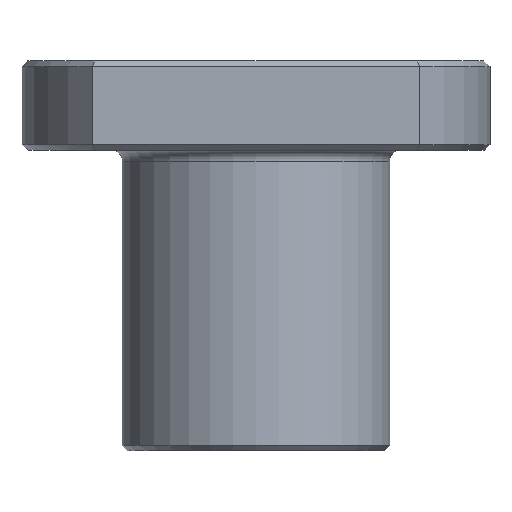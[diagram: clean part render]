
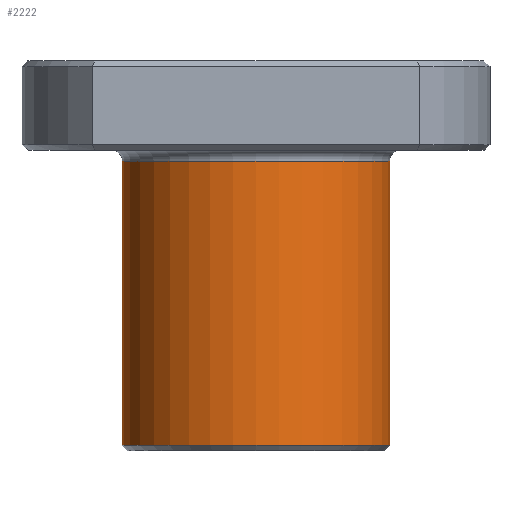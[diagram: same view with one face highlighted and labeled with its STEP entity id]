
A CAD part, front view. The second image highlights one B-rep face of the part: STEP entity #2222.
In plain terms, the highlighted cylindrical face has radius 12 mm (diameter 24 mm), a partial arc.
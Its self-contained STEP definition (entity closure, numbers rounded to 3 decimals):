
#410 = ORIENTED_EDGE ( 'NONE', *, *, #7112, .T. ) ;
#461 = CIRCLE ( 'NONE', #580, 12. ) ;
#580 = AXIS2_PLACEMENT_3D ( 'NONE', #3036, #4677, #3112 ) ;
#1014 = VERTEX_POINT ( 'NONE', #5646 ) ;
#1188 = DIRECTION ( 'NONE',  ( 0., 0., 1. ) ) ;
#1308 = CARTESIAN_POINT ( 'NONE',  ( -12., 0., 25.019 ) ) ;
#1499 = CIRCLE ( 'NONE', #3781, 12. ) ;
#1560 = ORIENTED_EDGE ( 'NONE', *, *, #2627, .T. ) ;
#1622 = ORIENTED_EDGE ( 'NONE', *, *, #4012, .T. ) ;
#1730 = FACE_OUTER_BOUND ( 'NONE', #2724, .T. ) ;
#1835 = VERTEX_POINT ( 'NONE', #4554 ) ;
#2222 = ADVANCED_FACE ( 'NONE', ( #1730 ), #7083, .T. ) ;
#2256 = VECTOR ( 'NONE', #5724, 1000. ) ;
#2378 = LINE ( 'NONE', #4149, #2256 ) ;
#2505 = VERTEX_POINT ( 'NONE', #4894 ) ;
#2627 = EDGE_CURVE ( 'NONE', #2505, #4314, #1499, .T. ) ;
#2724 = EDGE_LOOP ( 'NONE', ( #5152, #1560, #410, #1622 ) ) ;
#3036 = CARTESIAN_POINT ( 'NONE',  ( 0., 0., -9. ) ) ;
#3086 = LINE ( 'NONE', #1308, #5368 ) ;
#3112 = DIRECTION ( 'NONE',  ( 1., 0., 0. ) ) ;
#3721 = CARTESIAN_POINT ( 'NONE',  ( 0., 0., -34.5 ) ) ;
#3781 = AXIS2_PLACEMENT_3D ( 'NONE', #3721, #3825, #6013 ) ;
#3825 = DIRECTION ( 'NONE',  ( 0., 0., 1. ) ) ;
#3912 = CARTESIAN_POINT ( 'NONE',  ( 0., 0., 25.019 ) ) ;
#4012 = EDGE_CURVE ( 'NONE', #1014, #1835, #461, .T. ) ;
#4149 = CARTESIAN_POINT ( 'NONE',  ( 12., 0., 25.019 ) ) ;
#4314 = VERTEX_POINT ( 'NONE', #6081 ) ;
#4554 = CARTESIAN_POINT ( 'NONE',  ( -12., 0., -9. ) ) ;
#4677 = DIRECTION ( 'NONE',  ( 0., 0., -1. ) ) ;
#4894 = CARTESIAN_POINT ( 'NONE',  ( -12., 0., -34.5 ) ) ;
#5102 = DIRECTION ( 'NONE',  ( 0., 0., 1. ) ) ;
#5152 = ORIENTED_EDGE ( 'NONE', *, *, #6987, .F. ) ;
#5368 = VECTOR ( 'NONE', #5102, 1000. ) ;
#5604 = DIRECTION ( 'NONE',  ( 1., 0., 0. ) ) ;
#5646 = CARTESIAN_POINT ( 'NONE',  ( 12., 0., -9. ) ) ;
#5724 = DIRECTION ( 'NONE',  ( 0., 0., 1. ) ) ;
#6013 = DIRECTION ( 'NONE',  ( 1., 0., 0. ) ) ;
#6081 = CARTESIAN_POINT ( 'NONE',  ( 12., 0., -34.5 ) ) ;
#6570 = AXIS2_PLACEMENT_3D ( 'NONE', #3912, #1188, #5604 ) ;
#6987 = EDGE_CURVE ( 'NONE', #2505, #1835, #3086, .T. ) ;
#7083 = CYLINDRICAL_SURFACE ( 'NONE', #6570, 12. ) ;
#7112 = EDGE_CURVE ( 'NONE', #4314, #1014, #2378, .T. ) ;
